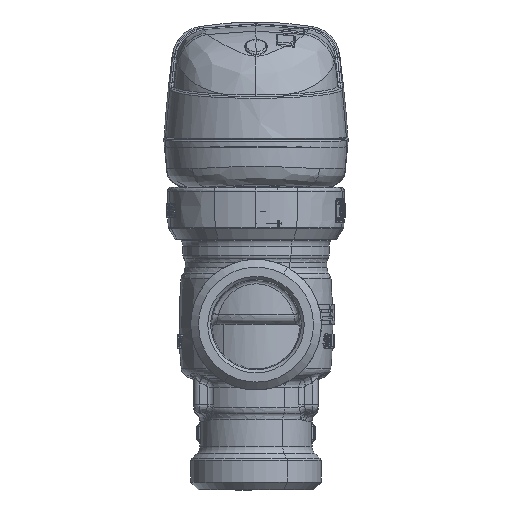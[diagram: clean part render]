
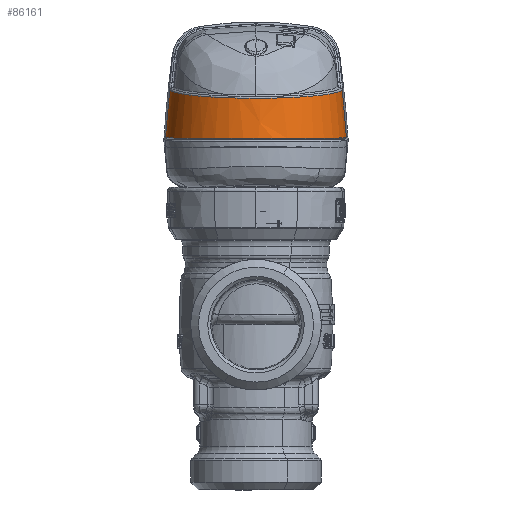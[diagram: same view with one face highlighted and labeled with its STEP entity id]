
A CAD part, front view. The second image highlights one B-rep face of the part: STEP entity #86161.
In plain terms, the highlighted free-form (B-spline) face has degree [5, 3] with [9, 4] control points.
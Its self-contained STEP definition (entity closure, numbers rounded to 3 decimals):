
#84552=CARTESIAN_POINT('Vertex',(21.9,-5.89,59.646)) ;
#84561=CARTESIAN_POINT('Vertex',(-21.896,-5.961,59.639)) ;
#84565=CARTESIAN_POINT('Control Point',(21.9,-5.89,59.646)) ;
#84566=CARTESIAN_POINT('Control Point',(21.846,-6.813,59.55)) ;
#84567=CARTESIAN_POINT('Control Point',(21.745,-7.731,59.454)) ;
#84568=CARTESIAN_POINT('Control Point',(21.595,-8.649,59.359)) ;
#84569=CARTESIAN_POINT('Control Point',(21.199,-10.46,59.171)) ;
#84570=CARTESIAN_POINT('Control Point',(20.615,-12.22,58.988)) ;
#84571=CARTESIAN_POINT('Control Point',(20.277,-13.085,58.898)) ;
#84572=CARTESIAN_POINT('Control Point',(19.127,-15.621,58.634)) ;
#84573=CARTESIAN_POINT('Control Point',(17.584,-17.957,58.392)) ;
#84574=CARTESIAN_POINT('Control Point',(16.394,-19.401,58.242)) ;
#84575=CARTESIAN_POINT('Control Point',(12.389,-23.324,57.834)) ;
#84576=CARTESIAN_POINT('Control Point',(7.271,-25.867,57.571)) ;
#84577=CARTESIAN_POINT('Control Point',(3.532,-26.803,57.473)) ;
#84578=CARTESIAN_POINT('Control Point',(-4.106,-27.015,57.451)) ;
#84579=CARTESIAN_POINT('Control Point',(-11.149,-24.106,57.753)) ;
#84580=CARTESIAN_POINT('Control Point',(-14.296,-21.916,57.981)) ;
#84581=CARTESIAN_POINT('Control Point',(-17.616,-18.347,58.351)) ;
#84582=CARTESIAN_POINT('Control Point',(-19.825,-14.119,58.791)) ;
#84583=CARTESIAN_POINT('Control Point',(-20.259,-13.151,58.891)) ;
#84584=CARTESIAN_POINT('Control Point',(-20.914,-11.415,59.072)) ;
#84585=CARTESIAN_POINT('Control Point',(-21.383,-9.623,59.258)) ;
#84586=CARTESIAN_POINT('Control Point',(-21.55,-8.846,59.339)) ;
#84587=CARTESIAN_POINT('Control Point',(-21.724,-7.803,59.447)) ;
#84588=CARTESIAN_POINT('Control Point',(-21.836,-6.752,59.556)) ;
#84589=CARTESIAN_POINT('Control Point',(-21.86,-6.488,59.584)) ;
#84590=CARTESIAN_POINT('Control Point',(-21.88,-6.224,59.611)) ;
#84591=CARTESIAN_POINT('Control Point',(-21.896,-5.961,59.639)) ;
#86076=CARTESIAN_POINT('Control Point',(-22.974,-5.999,47.563)) ;
#86077=CARTESIAN_POINT('Control Point',(-22.688,-5.989,51.595)) ;
#86078=CARTESIAN_POINT('Control Point',(-22.328,-5.976,55.624)) ;
#86079=CARTESIAN_POINT('Control Point',(-21.895,-5.961,59.646)) ;
#86080=CARTESIAN_POINT('Control Point',(-22.494,-13.106,47.381)) ;
#86081=CARTESIAN_POINT('Control Point',(-22.211,-13.007,51.412)) ;
#86082=CARTESIAN_POINT('Control Point',(-21.855,-12.883,55.441)) ;
#86083=CARTESIAN_POINT('Control Point',(-21.427,-12.734,59.463)) ;
#86084=CARTESIAN_POINT('Control Point',(-19.266,-20.03,47.289)) ;
#86085=CARTESIAN_POINT('Control Point',(-19.02,-19.844,51.321)) ;
#86086=CARTESIAN_POINT('Control Point',(-18.711,-19.61,55.35)) ;
#86087=CARTESIAN_POINT('Control Point',(-18.339,-19.329,59.372)) ;
#86088=CARTESIAN_POINT('Control Point',(-13.389,-25.296,47.319)) ;
#86089=CARTESIAN_POINT('Control Point',(-13.214,-25.042,51.35)) ;
#86090=CARTESIAN_POINT('Control Point',(-12.995,-24.723,55.379)) ;
#86091=CARTESIAN_POINT('Control Point',(-12.73,-24.339,59.401)) ;
#86092=CARTESIAN_POINT('Control Point',(0.685,-30.073,47.335)) ;
#86093=CARTESIAN_POINT('Control Point',(0.687,-29.754,51.367)) ;
#86094=CARTESIAN_POINT('Control Point',(0.689,-29.354,55.396)) ;
#86095=CARTESIAN_POINT('Control Point',(0.691,-28.871,59.418)) ;
#86096=CARTESIAN_POINT('Control Point',(14.323,-24.428,47.315)) ;
#86097=CARTESIAN_POINT('Control Point',(14.153,-24.174,51.347)) ;
#86098=CARTESIAN_POINT('Control Point',(13.939,-23.855,55.376)) ;
#86099=CARTESIAN_POINT('Control Point',(13.682,-23.47,59.398)) ;
#86100=CARTESIAN_POINT('Control Point',(19.609,-19.276,47.299)) ;
#86101=CARTESIAN_POINT('Control Point',(19.371,-19.084,51.331)) ;
#86102=CARTESIAN_POINT('Control Point',(19.072,-18.843,55.36)) ;
#86103=CARTESIAN_POINT('Control Point',(18.712,-18.552,59.382)) ;
#86104=CARTESIAN_POINT('Control Point',(22.521,-12.719,47.391)) ;
#86105=CARTESIAN_POINT('Control Point',(22.244,-12.607,51.422)) ;
#86106=CARTESIAN_POINT('Control Point',(21.896,-12.466,55.451)) ;
#86107=CARTESIAN_POINT('Control Point',(21.478,-12.297,59.473)) ;
#86108=CARTESIAN_POINT('Control Point',(22.974,-5.997,47.563)) ;
#86109=CARTESIAN_POINT('Control Point',(22.689,-5.969,51.595)) ;
#86110=CARTESIAN_POINT('Control Point',(22.331,-5.933,55.624)) ;
#86111=CARTESIAN_POINT('Control Point',(21.9,-5.89,59.646)) ;
#86113=CARTESIAN_POINT('Control Point',(22.974,-5.997,47.565)) ;
#86114=CARTESIAN_POINT('Control Point',(22.803,-5.98,49.984)) ;
#86115=CARTESIAN_POINT('Control Point',(22.61,-5.961,52.402)) ;
#86116=CARTESIAN_POINT('Control Point',(22.395,-5.94,54.819)) ;
#86117=CARTESIAN_POINT('Control Point',(22.158,-5.916,57.233)) ;
#86118=CARTESIAN_POINT('Control Point',(21.9,-5.89,59.646)) ;
#86119=CARTESIAN_POINT('Vertex',(22.974,-5.997,47.565)) ;
#86123=CARTESIAN_POINT('Control Point',(-22.974,-5.999,47.565)) ;
#86124=CARTESIAN_POINT('Control Point',(-22.802,-5.993,49.983)) ;
#86125=CARTESIAN_POINT('Control Point',(-22.608,-5.986,52.399)) ;
#86126=CARTESIAN_POINT('Control Point',(-22.393,-5.979,54.814)) ;
#86127=CARTESIAN_POINT('Control Point',(-22.155,-5.97,57.228)) ;
#86128=CARTESIAN_POINT('Control Point',(-21.896,-5.961,59.639)) ;
#86129=CARTESIAN_POINT('Vertex',(-22.974,-5.999,47.565)) ;
#86133=CARTESIAN_POINT('Control Point',(22.974,-5.997,47.565)) ;
#86134=CARTESIAN_POINT('Control Point',(22.793,-8.675,47.495)) ;
#86135=CARTESIAN_POINT('Control Point',(22.223,-11.327,47.439)) ;
#86136=CARTESIAN_POINT('Control Point',(21.267,-13.875,47.397)) ;
#86137=CARTESIAN_POINT('Control Point',(18.642,-18.618,47.34)) ;
#86138=CARTESIAN_POINT('Control Point',(14.774,-22.416,47.323)) ;
#86139=CARTESIAN_POINT('Control Point',(12.575,-24.018,47.322)) ;
#86140=CARTESIAN_POINT('Control Point',(7.775,-26.536,47.324)) ;
#86141=CARTESIAN_POINT('Control Point',(2.451,-27.581,47.33)) ;
#86142=CARTESIAN_POINT('Control Point',(-0.268,-27.709,47.33)) ;
#86143=CARTESIAN_POINT('Control Point',(-5.665,-27.169,47.327)) ;
#86144=CARTESIAN_POINT('Control Point',(-10.679,-25.114,47.322)) ;
#86145=CARTESIAN_POINT('Control Point',(-13.018,-23.726,47.321)) ;
#86146=CARTESIAN_POINT('Control Point',(-16.343,-21.026,47.327)) ;
#86147=CARTESIAN_POINT('Control Point',(-18.951,-17.666,47.355)) ;
#86148=CARTESIAN_POINT('Control Point',(-19.803,-16.352,47.369)) ;
#86149=CARTESIAN_POINT('Control Point',(-21.276,-13.593,47.404)) ;
#86150=CARTESIAN_POINT('Control Point',(-22.265,-10.625,47.457)) ;
#86151=CARTESIAN_POINT('Control Point',(-22.632,-9.104,47.488)) ;
#86152=CARTESIAN_POINT('Control Point',(-22.869,-7.554,47.524)) ;
#86153=CARTESIAN_POINT('Control Point',(-22.974,-5.999,47.565)) ;
#86156=ORIENTED_EDGE('',*,*,#86121,.F.) ;
#86157=ORIENTED_EDGE('',*,*,#84592,.T.) ;
#86158=ORIENTED_EDGE('',*,*,#86131,.T.) ;
#86159=ORIENTED_EDGE('',*,*,#86154,.T.) ;
#86161=ADVANCED_FACE('PartBody',(#86160),#86075,.T.) ;
#84564=B_SPLINE_CURVE_WITH_KNOTS('',5,(#84565,#84566,#84567,#84568,#84569,#84570,#84571,#84572,#84573,#84574,#84575,#84576,#84577,#84578,#84579,#84580,#84581,#84582,#84583,#84584,#84585,#84586,#84587,#84588,#84589,#84590,#84591),.UNSPECIFIED.,.F.,.U.,(6,3,3,3,3,3,3,3,6),(36.23,47.447,58.663,81.102,125.934,170.759,183.577,193.193,196.396),.UNSPECIFIED.) ;
#86132=B_SPLINE_CURVE_WITH_KNOTS('',5,(#86133,#86134,#86135,#86136,#86137,#86138,#86139,#86140,#86141,#86142,#86143,#86144,#86145,#86146,#86147,#86148,#86149,#86150,#86151,#86152,#86153),.UNSPECIFIED.,.F.,.U.,(6,3,3,3,3,3,6),(74.69,98.65,122.609,146.535,170.484,184.405,198.326),.UNSPECIFIED.) ;
#86075=B_SPLINE_SURFACE_WITH_KNOTS('',5,3,((#86076,#86077,#86078,#86079),(#86080,#86081,#86082,#86083),(#86084,#86085,#86086,#86087),(#86088,#86089,#86090,#86091),(#86092,#86093,#86094,#86095),(#86096,#86097,#86098,#86099),(#86100,#86101,#86102,#86103),(#86104,#86105,#86106,#86107),(#86108,#86109,#86110,#86111)),.UNSPECIFIED.,.F.,.F.,.U.,(6,3,6),(4,4),(0.,52.991,103.107),(2118.682,2130.815),.UNSPECIFIED.) ;
#84592=EDGE_CURVE('',#84553,#84562,#84564,.T.) ;
#86121=EDGE_CURVE('',#84553,#86120,#86112,.F.) ;
#86131=EDGE_CURVE('',#84562,#86130,#86122,.F.) ;
#86154=EDGE_CURVE('',#86130,#86120,#86132,.F.) ;
#86155=EDGE_LOOP('',(#86156,#86157,#86158,#86159)) ;
#86160=FACE_OUTER_BOUND('',#86155,.T.) ;
#84553=VERTEX_POINT('',#84552) ;
#84562=VERTEX_POINT('',#84561) ;
#86120=VERTEX_POINT('',#86119) ;
#86130=VERTEX_POINT('',#86129) ;
#86112=(BOUNDED_CURVE()B_SPLINE_CURVE(5,(#86113,#86114,#86115,#86116,#86117,#86118),.UNSPECIFIED.,.F.,.U.)B_SPLINE_CURVE_WITH_KNOTS((6,6),(2118.683,2130.815),.UNSPECIFIED.)CURVE()GEOMETRIC_REPRESENTATION_ITEM()RATIONAL_B_SPLINE_CURVE((1.,1.,1.,0.999,0.999,0.999))REPRESENTATION_ITEM('')) ;
#86122=(BOUNDED_CURVE()B_SPLINE_CURVE(5,(#86123,#86124,#86125,#86126,#86127,#86128),.UNSPECIFIED.,.F.,.U.)B_SPLINE_CURVE_WITH_KNOTS((6,6),(2118.683,2130.808),.UNSPECIFIED.)CURVE()GEOMETRIC_REPRESENTATION_ITEM()RATIONAL_B_SPLINE_CURVE((1.,1.,1.,0.999,0.999,0.999))REPRESENTATION_ITEM('')) ;
